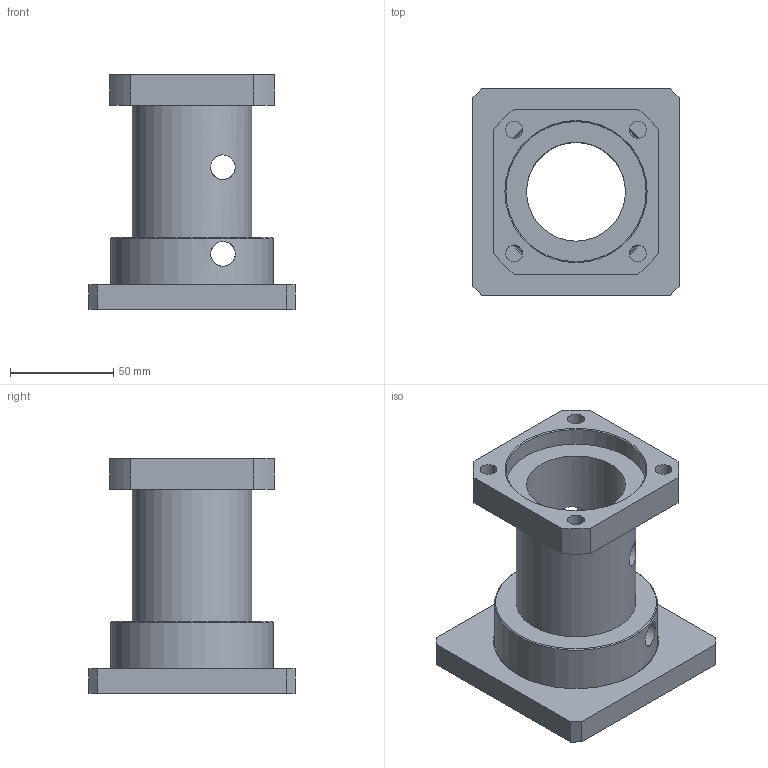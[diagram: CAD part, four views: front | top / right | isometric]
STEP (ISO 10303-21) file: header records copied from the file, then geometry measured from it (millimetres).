
FILE_DESCRIPTION(/* description */ (''),/* implementation_level */ '2;1');
FILE_NAME(/* name */ 'VK CTV 200 MTV110 100 X 100 GESM1924.stp',/* time_stamp */ '2017-08-23T07:41:36+02:00',/* author */ ('PVeber'),/* organization */ (''),/* preprocessor_version */ 'ST-DEVELOPER v16.1',/* originating_system */ 'Autodesk Inventor 2016',/* authorisation */ '');
FILE_SCHEMA (('AUTOMOTIVE_DESIGN { 1 0 10303 214 3 1 1 }'));
Length unit declared in the file: millimetre
Products named in the file (1): VK CTV 200 MTV110 100 X 100 GESM1924
Bounding box: 100 x 100 x 114 mm (x, y, z)
Volume: 260389.8 mm3; surface area: 72045.1 mm2
Topology: 1 solids, 6 shells, 52 faces, 122 edges, 81 vertices
Faces by surface type: plane 23, cylinder 21, cone 8
Full cylindrical faces by diameter (mm): 6.647 x4, 8.2 x4, 12 x4, 48 x1, 58 x1, 68 x1, 79 x2
Entity records: 1656 total; most frequent: CARTESIAN_POINT 489, DIRECTION 222, ORIENTED_EDGE 172, EDGE_LOOP 96, AXIS2_PLACEMENT_3D 91, EDGE_CURVE 86, VERTEX_POINT 70, STYLED_ITEM 53
